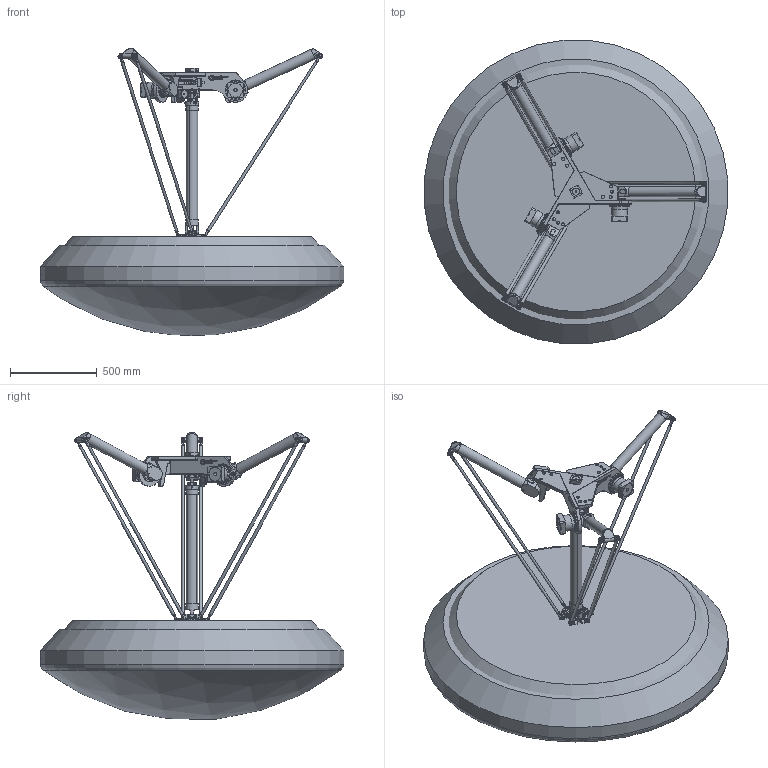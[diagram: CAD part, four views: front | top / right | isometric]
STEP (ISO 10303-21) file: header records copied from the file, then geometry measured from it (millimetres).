
FILE_DESCRIPTION(/* description */ (''),/* implementation_level */ '2;1');
FILE_NAME(/* name */ '3D-model_A_00048.stp',/* time_stamp */ '2024-05-23T17:02:34+02:00',/* author */ ('michael.schutter'),/* organization */ ('Majatronic'),/* preprocessor_version */ 'ST-DEVELOPER v19.2',/* originating_system */ 'Autodesk Inventor 2023',/* authorisation */ '');
FILE_SCHEMA (('AUTOMOTIVE_DESIGN { 1 0 10303 214 3 1 1 }'));
Products named in the file (17): A_00048_DUMMY; MT_BGR00107832; MT_WST00116873; MT_WST00046397MT_WST; MT_WST00113096 Dummy Getriebe; MT_WST00116839; MT_WST00116844; MT_WST00050715MT_WST; MT_WST00060467MT_WST; MT_WST00101401; MT_WST00116874; MT_WST00116875; MT_WST00066319MT_WST; MT_WST00101318; MT_WST00101966 Dummy Achse 5; MT_WST00106842; MT_WST00031700
Assembly tree (31 placements, depth 3):
  A_00048_DUMMY
    MT_BGR00107832
      MT_WST00116873
      MT_WST00046397MT_WST  x3
      MT_WST00113096 Dummy Getriebe
    MT_WST00116839
    MT_WST00116844
    MT_WST00050715MT_WST
    MT_WST00101401  x6
    MT_WST00060467MT_WST  x3
    MT_WST00031700  x6
    MT_WST00116874
    MT_WST00116875
    MT_WST00066319MT_WST
    MT_WST00101318
    MT_WST00101966 Dummy Achse 5
    MT_WST00106842  x2
Bounding box: 1743.6 x 1743.6 x 1650.53 mm (x, y, z)
Volume: 1556319190.6 mm3; surface area: 12884122.3 mm2
Topology: 32 solids, 32 shells, 4401 faces, 10441 edges, 6519 vertices
Faces by surface type: plane 2196, cylinder 1159, bspline 503, cone 390, torus 123, sphere 30
Full cylindrical faces by diameter (mm): 2 x6, 2.06 x1, 3 x1, 3.242 x4, 3.459 x4, 4 x4, 4.134 x6, 4.917 x13, 5 x96, 5.5 x6, 6 x1, 7 x18, 8 x39, 8.5 x52, 9 x2, 10 x17, 11.6 x1, 12 x23, 13 x2, 15 x4, 15.8 x12, 16 x48, 16.2 x1, 17 x1, 17.5 x9, 18 x32, 19 x3, 20 x11, 24 x3, 25 x1
Entity records: 120909 total; most frequent: CARTESIAN_POINT 45423, ORIENTED_EDGE 15472, DIRECTION 14548, EDGE_CURVE 7736, AXIS2_PLACEMENT_3D 5249, VERTEX_POINT 4862, LINE 4050, VECTOR 4050
